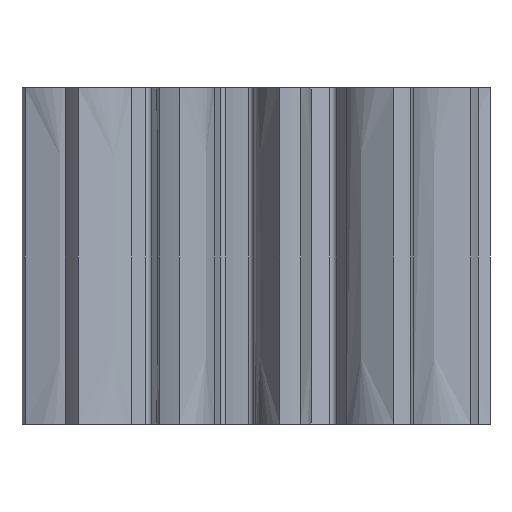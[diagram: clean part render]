
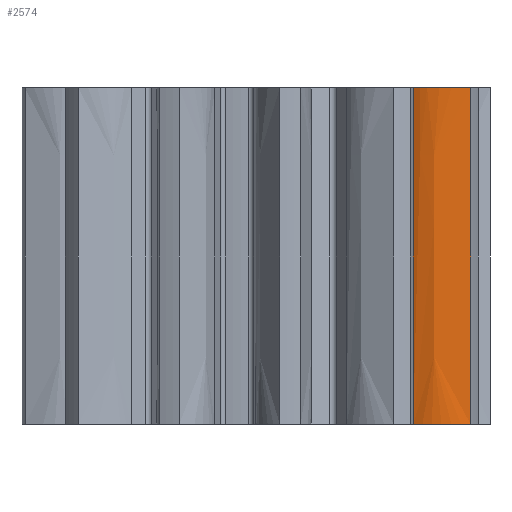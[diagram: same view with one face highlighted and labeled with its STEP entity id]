
A CAD part, front view. The second image highlights one B-rep face of the part: STEP entity #2574.
In plain terms, the highlighted face is a extrusion surface.
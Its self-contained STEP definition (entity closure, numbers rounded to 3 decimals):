
#464=CARTESIAN_POINT('',(7.017,-4.088,0.));
#465=CARTESIAN_POINT('',(7.118,-4.142,0.));
#466=CARTESIAN_POINT('',(7.426,-4.282,0.));
#467=CARTESIAN_POINT('',(8.273,-4.502,0.));
#468=CARTESIAN_POINT('',(9.039,-4.427,0.));
#469=CARTESIAN_POINT('',(9.577,-4.305,0.));
#649=DIRECTION('',(0.,0.,1.));
#650=VECTOR('',#649,15.);
#651=CARTESIAN_POINT('',(7.017,-4.088,0.));
#652=LINE('',#651,#650);
#653=DIRECTION('',(0.,0.,-1.));
#654=VECTOR('',#653,15.);
#655=CARTESIAN_POINT('',(9.577,-4.305,15.));
#656=LINE('',#655,#654);
#1021=CARTESIAN_POINT('',(9.577,-4.305,15.));
#1022=CARTESIAN_POINT('',(9.039,-4.427,15.));
#1023=CARTESIAN_POINT('',(8.273,-4.502,15.));
#1024=CARTESIAN_POINT('',(7.426,-4.282,15.));
#1025=CARTESIAN_POINT('',(7.118,-4.142,15.));
#1026=CARTESIAN_POINT('',(7.017,-4.088,15.));
#1776=CARTESIAN_POINT('',(7.017,-4.088,0.));
#1777=VERTEX_POINT('',#1776);
#1778=VERTEX_POINT('',#469);
#1818=CARTESIAN_POINT('',(9.577,-4.305,15.));
#1819=VERTEX_POINT('',#1818);
#1866=CARTESIAN_POINT('',(7.017,-4.088,15.));
#1867=VERTEX_POINT('',#1866);
#2554=CARTESIAN_POINT('',(9.602,-4.299,0.));
#2555=CARTESIAN_POINT('',(9.594,-4.301,0.));
#2556=CARTESIAN_POINT('',(9.047,-4.426,0.));
#2557=CARTESIAN_POINT('',(8.273,-4.502,0.));
#2558=CARTESIAN_POINT('',(7.426,-4.282,0.));
#2559=CARTESIAN_POINT('',(7.111,-4.138,0.));
#2560=CARTESIAN_POINT('',(7.001,-4.08,0.));
#2561=CARTESIAN_POINT('',(6.994,-4.076,0.));
#2563=DIRECTION('',(0.,0.,1.));
#2564=VECTOR('',#2563,1.);
#2565=SURFACE_OF_LINEAR_EXTRUSION('',#2562,#2564);
#2566=ORIENTED_EDGE('',*,*,#2230,.F.);
#2568=ORIENTED_EDGE('',*,*,#2567,.T.);
#2570=ORIENTED_EDGE('',*,*,#2569,.F.);
#2571=ORIENTED_EDGE('',*,*,#2546,.T.);
#2572=EDGE_LOOP('',(#2566,#2568,#2570,#2571));
#2573=FACE_OUTER_BOUND('',#2572,.F.);
#2574=ADVANCED_FACE('',(#2573),#2565,.F.);
#470=B_SPLINE_CURVE_WITH_KNOTS('',3,(#464,#465,#466,#467,#468,#469),
.UNSPECIFIED.,.F.,.F.,(4,1,1,4),(0.,0.124,0.371,1.),
.UNSPECIFIED.);
#1027=B_SPLINE_CURVE_WITH_KNOTS('',3,(#1021,#1022,#1023,#1024,#1025,#1026),
.UNSPECIFIED.,.F.,.F.,(4,1,1,4),(0.,0.629,0.876,1.),
.UNSPECIFIED.);
#2230=EDGE_CURVE('',#1777,#1778,#470,.T.);
#2546=EDGE_CURVE('',#1819,#1778,#656,.T.);
#2562=B_SPLINE_CURVE_WITH_KNOTS('',3,(#2554,#2555,#2556,#2557,#2558,#2559,#2560,
#2561),.UNSPECIFIED.,.F.,.F.,(4,1,1,1,1,4),(0.,0.01,
0.627,0.869,0.991,1.),.UNSPECIFIED.);
#2567=EDGE_CURVE('',#1777,#1867,#652,.T.);
#2569=EDGE_CURVE('',#1819,#1867,#1027,.T.);
